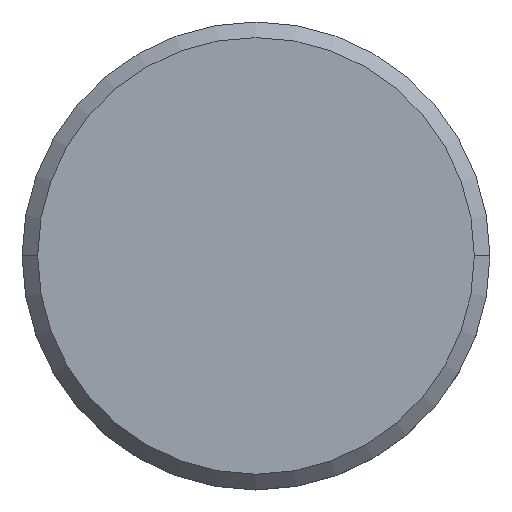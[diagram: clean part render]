
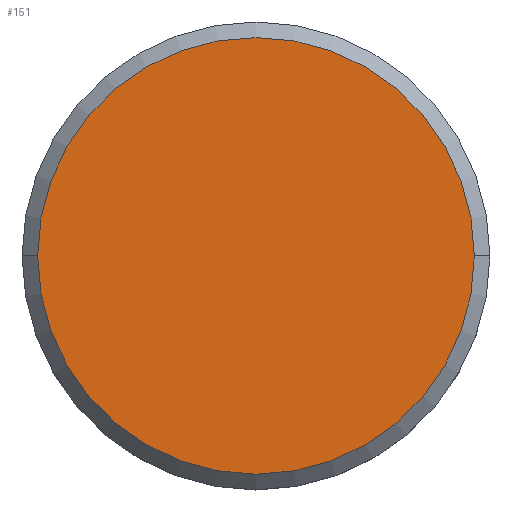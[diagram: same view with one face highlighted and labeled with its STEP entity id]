
A CAD part, top view. The second image highlights one B-rep face of the part: STEP entity #151.
In plain terms, the highlighted planar face has unit normal (0, 0, 1).
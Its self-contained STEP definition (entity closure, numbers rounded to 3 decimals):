
#9 = DIRECTION ( 'NONE',  ( 0., 0., 1. ) ) ;
#33 = CARTESIAN_POINT ( 'NONE',  ( 0., 0., 0. ) ) ;
#44 = AXIS2_PLACEMENT_3D ( 'NONE', #124, #9, #189 ) ;
#58 = DIRECTION ( 'NONE',  ( -1., 0., 0. ) ) ;
#99 = DIRECTION ( 'NONE',  ( 0., 0., -1. ) ) ;
#102 = PLANE ( 'NONE',  #126 ) ;
#116 = VERTEX_POINT ( 'NONE', #187 ) ;
#124 = CARTESIAN_POINT ( 'NONE',  ( 0., 0., 0. ) ) ;
#126 = AXIS2_PLACEMENT_3D ( 'NONE', #190, #99, #58 ) ;
#131 = DIRECTION ( 'NONE',  ( 0., 0., 1. ) ) ;
#151 = ADVANCED_FACE ( 'NONE', ( #257 ), #102, .F. ) ;
#156 = CIRCLE ( 'NONE', #44, 2.8 ) ;
#170 = DIRECTION ( 'NONE',  ( -1., 0., 0. ) ) ;
#177 = VERTEX_POINT ( 'NONE', #188 ) ;
#180 = ORIENTED_EDGE ( 'NONE', *, *, #245, .T. ) ;
#182 = AXIS2_PLACEMENT_3D ( 'NONE', #33, #131, #170 ) ;
#186 = EDGE_LOOP ( 'NONE', ( #296, #180 ) ) ;
#187 = CARTESIAN_POINT ( 'NONE',  ( -2.8, 0., 0. ) ) ;
#188 = CARTESIAN_POINT ( 'NONE',  ( 2.8, 0., 0. ) ) ;
#189 = DIRECTION ( 'NONE',  ( -1., 0., 0. ) ) ;
#190 = CARTESIAN_POINT ( 'NONE',  ( 0., 0., 0. ) ) ;
#204 = EDGE_CURVE ( 'NONE', #116, #177, #273, .T. ) ;
#245 = EDGE_CURVE ( 'NONE', #177, #116, #156, .T. ) ;
#257 = FACE_OUTER_BOUND ( 'NONE', #186, .T. ) ;
#273 = CIRCLE ( 'NONE', #182, 2.8 ) ;
#296 = ORIENTED_EDGE ( 'NONE', *, *, #204, .T. ) ;
